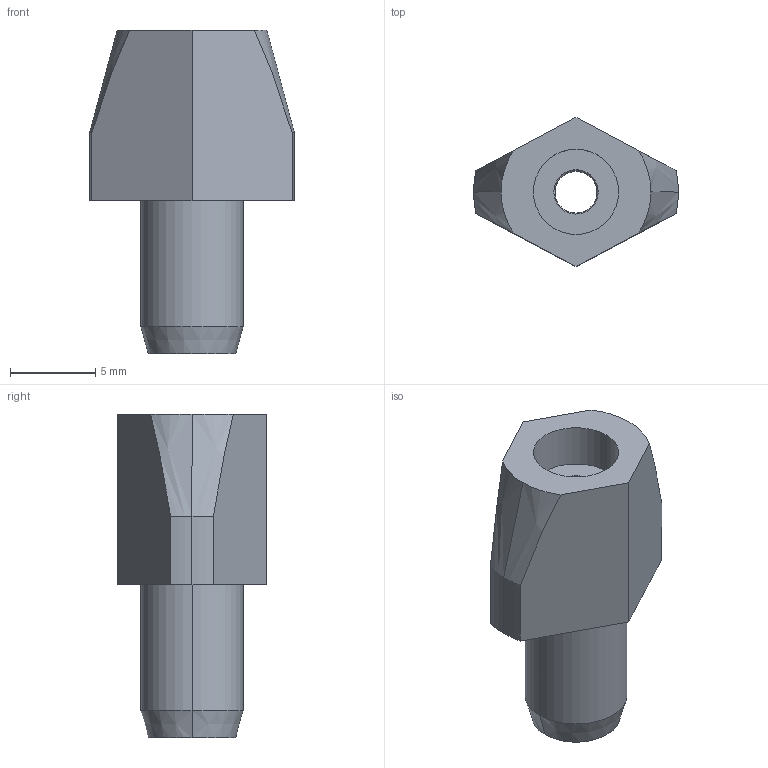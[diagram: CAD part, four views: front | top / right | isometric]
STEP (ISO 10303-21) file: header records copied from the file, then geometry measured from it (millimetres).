
FILE_DESCRIPTION(('STEP AP214'),'1');
FILE_NAME(' ',' ',('TraceParts'),('TraceParts S.A.'),'XStep 1.0',' ',' ');
FILE_SCHEMA(('automotive_design'));
Length unit declared in the file: millimetre
Products named in the file (1): 1
Bounding box: 12 x 8.74 x 19 mm (x, y, z)
Volume: 747.8 mm3; surface area: 748.1 mm2
Topology: 1 solids, 1 shells, 31 faces, 70 edges, 44 vertices
Faces by surface type: cylinder 12, cone 10, plane 9
Entity records: 1708 total; most frequent: DIRECTION 164, CARTESIAN_POINT 154, STYLED_ITEM 145, PRESENTATION_STYLE_ASSIGNMENT 145, COLOUR_RGB 145, ORIENTED_EDGE 140, EDGE_CURVE 70, CURVE_STYLE 70
